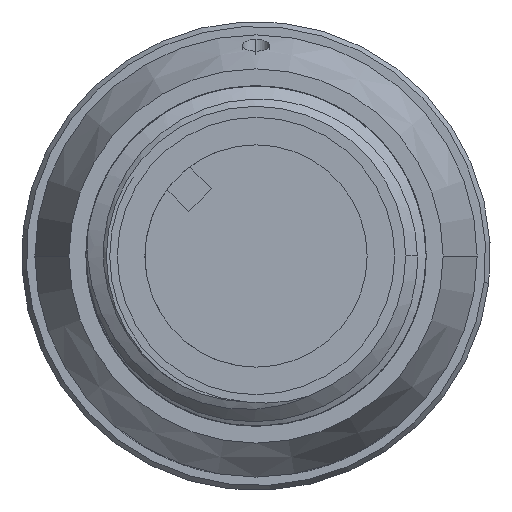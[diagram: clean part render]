
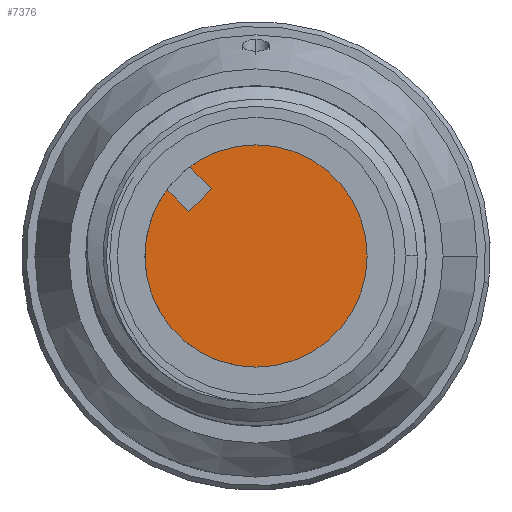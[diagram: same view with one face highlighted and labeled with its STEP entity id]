
A CAD part, left-side view. The second image highlights one B-rep face of the part: STEP entity #7376.
In plain terms, the highlighted planar face has unit normal (-1, 0, 0).
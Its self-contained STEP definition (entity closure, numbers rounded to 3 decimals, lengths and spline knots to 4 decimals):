
#6316=CARTESIAN_POINT('',(-5.25,0.,0.));
#6317=DIRECTION('',(-1.,0.,0.));
#6318=DIRECTION('',(0.,0.,-1.));
#6319=AXIS2_PLACEMENT_3D('',#6316,#6317,#6318);
#6321=CARTESIAN_POINT('',(-5.25,0.,0.));
#6322=DIRECTION('',(1.,0.,0.));
#6323=DIRECTION('',(0.,0.,-1.));
#6324=AXIS2_PLACEMENT_3D('',#6321,#6322,#6323);
#6334=CARTESIAN_POINT('',(-5.25,0.,0.));
#6335=DIRECTION('',(1.,0.,0.));
#6336=DIRECTION('',(0.,0.597,0.802));
#6337=AXIS2_PLACEMENT_3D('',#6334,#6335,#6336);
#6339=DIRECTION('',(0.,-0.707,-0.707));
#6340=VECTOR('',#6339,1.1564);
#6341=CARTESIAN_POINT('',(-5.25,3.3279,2.4794));
#6342=LINE('',#6341,#6340);
#6343=DIRECTION('',(0.,-0.707,0.707));
#6344=VECTOR('',#6343,1.2);
#6345=CARTESIAN_POINT('',(-5.25,2.5102,1.6617));
#6346=LINE('',#6345,#6344);
#6347=DIRECTION('',(0.,0.707,0.707));
#6348=VECTOR('',#6347,1.1564);
#6349=CARTESIAN_POINT('',(-5.25,1.6617,2.5102));
#6350=LINE('',#6349,#6348);
#6388=CARTESIAN_POINT('',(-5.25,0.,-4.15));
#6390=VERTEX_POINT('',#6388);
#6406=CARTESIAN_POINT('',(-5.25,0.,4.15));
#6408=VERTEX_POINT('',#6406);
#6420=CARTESIAN_POINT('',(-5.25,3.3279,2.4794));
#6421=VERTEX_POINT('',#6420);
#6422=CARTESIAN_POINT('',(-5.25,2.4794,3.3279));
#6423=VERTEX_POINT('',#6422);
#6532=CARTESIAN_POINT('',(-5.25,2.5102,1.6617));
#6533=VERTEX_POINT('',#6532);
#6534=CARTESIAN_POINT('',(-5.25,1.6617,2.5102));
#6535=VERTEX_POINT('',#6534);
#7360=CARTESIAN_POINT('',(-5.25,0.,0.));
#7361=DIRECTION('',(-1.,0.,0.));
#7362=DIRECTION('',(0.,0.,1.));
#7363=AXIS2_PLACEMENT_3D('',#7360,#7361,#7362);
#7364=PLANE('',#7363);
#7365=ORIENTED_EDGE('',*,*,#7344,.T.);
#7367=ORIENTED_EDGE('',*,*,#7366,.T.);
#7369=ORIENTED_EDGE('',*,*,#7368,.T.);
#7371=ORIENTED_EDGE('',*,*,#7370,.T.);
#7372=ORIENTED_EDGE('',*,*,#7349,.T.);
#7373=ORIENTED_EDGE('',*,*,#7331,.F.);
#7374=EDGE_LOOP('',(#7365,#7367,#7369,#7371,#7372,#7373));
#7375=FACE_OUTER_BOUND('',#7374,.F.);
#7376=ADVANCED_FACE('',(#7375),#7364,.T.);
#6320=CIRCLE('',#6319,4.15);
#6325=CIRCLE('',#6324,4.15);
#6338=CIRCLE('',#6337,4.15);
#7331=EDGE_CURVE('',#6390,#6408,#6320,.T.);
#7344=EDGE_CURVE('',#6390,#6421,#6325,.T.);
#7349=EDGE_CURVE('',#6423,#6408,#6338,.T.);
#7366=EDGE_CURVE('',#6421,#6533,#6342,.T.);
#7368=EDGE_CURVE('',#6533,#6535,#6346,.T.);
#7370=EDGE_CURVE('',#6535,#6423,#6350,.T.);
